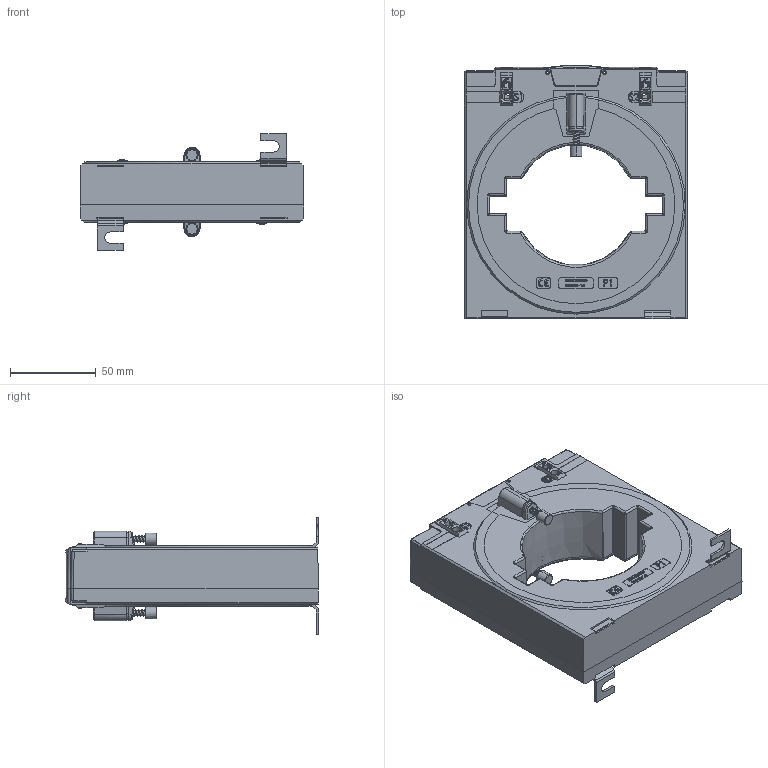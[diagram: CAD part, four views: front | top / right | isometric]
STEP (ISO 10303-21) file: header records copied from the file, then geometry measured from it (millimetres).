
FILE_DESCRIPTION (( 'STEP AP214' ), '1' );
FILE_NAME ('CTB101.35_kpl_extern_2020-07-07.STEP', '2020-07-07T08:57:56', ( '' ), ( '' ), 'SwSTEP 2.0', 'SolidWorks 2016', '' );
FILE_SCHEMA (( 'AUTOMOTIVE_DESIGN' ));
Length unit declared in the file: millimetre
Products named in the file (8): Fusswinkel_1,5; Zugfederkontakt_mit_Gehäuse_Lötkontakte_04; CTB-Klemmenkoerper_50.2.8114_01; Isolierschutzkappe; Plastite_Schraube_25_mit-Gewinde; CTB101.35_GO_extern; CTB101.35_GU_extern; CTB101.35_kpl_extern_2020-07-07
Assembly tree (11 placements, depth 3):
  CTB101.35_kpl_extern_2020-07-07
    CTB101.35_GU_extern
    CTB101.35_GO_extern
    Plastite_Schraube_25_mit-Gewinde  x2
    Isolierschutzkappe  x2
    Zugfederkontakt_mit_Gehäuse_Lötkontakte_04  x2
      CTB-Klemmenkoerper_50.2.8114_01
    Fusswinkel_1,5  x2
Bounding box: 130 x 147.61 x 68 mm (x, y, z)
Volume: 313284.7 mm3; surface area: 114669.2 mm2
Topology: 9 solids, 15 shells, 2652 faces, 7139 edges, 4634 vertices
Faces by surface type: plane 1521, bspline 488, cylinder 401, cone 176, torus 58, sphere 8
Entity records: 89077 total; most frequent: CARTESIAN_POINT 38938, ORIENTED_EDGE 11564, DIRECTION 8383, EDGE_CURVE 5784, VERTEX_POINT 3763, LINE 3675, VECTOR 3675, AXIS2_PLACEMENT_3D 2354
